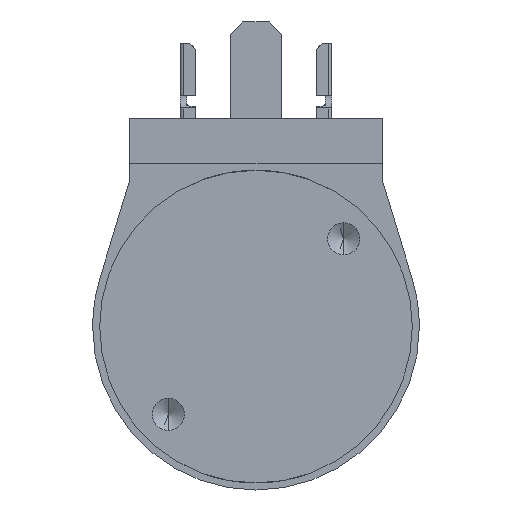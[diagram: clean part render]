
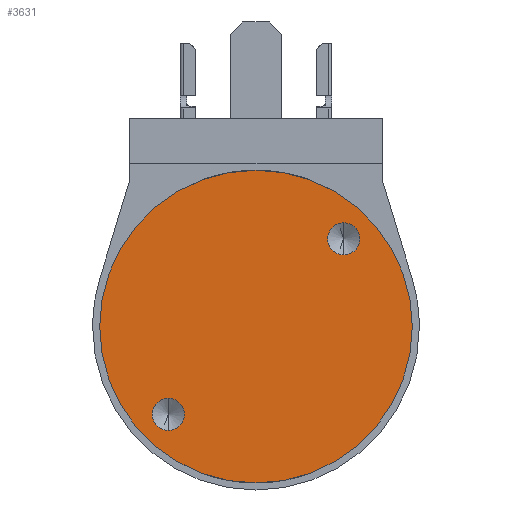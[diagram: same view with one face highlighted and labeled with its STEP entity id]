
A CAD part, front view. The second image highlights one B-rep face of the part: STEP entity #3631.
In plain terms, the highlighted planar face has unit normal (0, -1, 0).
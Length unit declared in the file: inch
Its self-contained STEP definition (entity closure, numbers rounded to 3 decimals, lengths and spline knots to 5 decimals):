
#339 = ORIENTED_EDGE ( 'NONE', *, *, #5328, .F. ) ;
#438 = CARTESIAN_POINT ( 'NONE',  ( 0.43487, 0.23, 0.35537 ) ) ;
#677 = DIRECTION ( 'NONE',  ( 0., -1., 0. ) ) ;
#984 = FACE_OUTER_BOUND ( 'NONE', #6890, .T. ) ;
#1012 = CARTESIAN_POINT ( 'NONE',  ( -0.43487, 0.23, -0.43487 ) ) ;
#1237 = VERTEX_POINT ( 'NONE', #2153 ) ;
#1381 = EDGE_LOOP ( 'NONE', ( #6017, #5457 ) ) ;
#1524 = PLANE ( 'NONE',  #3127 ) ;
#1564 = CIRCLE ( 'NONE', #2648, 0.775 ) ;
#1765 = ORIENTED_EDGE ( 'NONE', *, *, #6004, .F. ) ;
#1833 = CARTESIAN_POINT ( 'NONE',  ( 0., 0.23, 0. ) ) ;
#2016 = CIRCLE ( 'NONE', #5329, 0.0795 ) ;
#2128 = DIRECTION ( 'NONE',  ( 0., 1., 0. ) ) ;
#2153 = CARTESIAN_POINT ( 'NONE',  ( -0.43487, 0.23, -0.51437 ) ) ;
#2303 = CARTESIAN_POINT ( 'NONE',  ( -0.43487, 0.23, -0.43487 ) ) ;
#2648 = AXIS2_PLACEMENT_3D ( 'NONE', #3667, #4277, #7078 ) ;
#2711 = ORIENTED_EDGE ( 'NONE', *, *, #2967, .F. ) ;
#2712 = CARTESIAN_POINT ( 'NONE',  ( 0.775, 0.23, 0. ) ) ;
#2876 = DIRECTION ( 'NONE',  ( 0., -1., 0. ) ) ;
#2891 = CIRCLE ( 'NONE', #3628, 0.0795 ) ;
#2967 = EDGE_CURVE ( 'NONE', #1237, #4050, #4350, .T. ) ;
#3042 = CARTESIAN_POINT ( 'NONE',  ( 0.43487, 0.23, 0.51437 ) ) ;
#3127 = AXIS2_PLACEMENT_3D ( 'NONE', #6156, #2128, #3769 ) ;
#3197 = CIRCLE ( 'NONE', #6944, 0.775 ) ;
#3343 = AXIS2_PLACEMENT_3D ( 'NONE', #1012, #2876, #7391 ) ;
#3411 = EDGE_CURVE ( 'NONE', #3786, #6356, #2016, .T. ) ;
#3613 = DIRECTION ( 'NONE',  ( 0., 0., -1. ) ) ;
#3628 = AXIS2_PLACEMENT_3D ( 'NONE', #2303, #6930, #5316 ) ;
#3631 = ADVANCED_FACE ( 'NONE', ( #7324, #3734, #984 ), #1524, .F. ) ;
#3667 = CARTESIAN_POINT ( 'NONE',  ( 0., 0.23, 0. ) ) ;
#3681 = CARTESIAN_POINT ( 'NONE',  ( 0.43487, 0.23, 0.43487 ) ) ;
#3734 = FACE_BOUND ( 'NONE', #1381, .T. ) ;
#3743 = CARTESIAN_POINT ( 'NONE',  ( -0.775, 0.23, 0. ) ) ;
#3769 = DIRECTION ( 'NONE',  ( -1., 0., 0. ) ) ;
#3786 = VERTEX_POINT ( 'NONE', #438 ) ;
#4050 = VERTEX_POINT ( 'NONE', #6341 ) ;
#4108 = EDGE_CURVE ( 'NONE', #6356, #3786, #6514, .T. ) ;
#4188 = CARTESIAN_POINT ( 'NONE',  ( 0.43487, 0.23, 0.43487 ) ) ;
#4277 = DIRECTION ( 'NONE',  ( 0., 1., 0. ) ) ;
#4350 = CIRCLE ( 'NONE', #3343, 0.0795 ) ;
#4977 = VERTEX_POINT ( 'NONE', #2712 ) ;
#5316 = DIRECTION ( 'NONE',  ( 0., 0., -1. ) ) ;
#5328 = EDGE_CURVE ( 'NONE', #4050, #1237, #2891, .T. ) ;
#5329 = AXIS2_PLACEMENT_3D ( 'NONE', #3681, #5991, #7268 ) ;
#5457 = ORIENTED_EDGE ( 'NONE', *, *, #4108, .F. ) ;
#5660 = VERTEX_POINT ( 'NONE', #3743 ) ;
#5862 = DIRECTION ( 'NONE',  ( 0., 1., 0. ) ) ;
#5991 = DIRECTION ( 'NONE',  ( 0., -1., 0. ) ) ;
#6004 = EDGE_CURVE ( 'NONE', #5660, #4977, #1564, .T. ) ;
#6017 = ORIENTED_EDGE ( 'NONE', *, *, #3411, .F. ) ;
#6140 = ORIENTED_EDGE ( 'NONE', *, *, #7172, .F. ) ;
#6156 = CARTESIAN_POINT ( 'NONE',  ( 0., 0.23, 0. ) ) ;
#6341 = CARTESIAN_POINT ( 'NONE',  ( -0.43487, 0.23, -0.35537 ) ) ;
#6356 = VERTEX_POINT ( 'NONE', #3042 ) ;
#6514 = CIRCLE ( 'NONE', #7125, 0.0795 ) ;
#6609 = EDGE_LOOP ( 'NONE', ( #2711, #339 ) ) ;
#6890 = EDGE_LOOP ( 'NONE', ( #6140, #1765 ) ) ;
#6930 = DIRECTION ( 'NONE',  ( 0., -1., 0. ) ) ;
#6944 = AXIS2_PLACEMENT_3D ( 'NONE', #1833, #5862, #7036 ) ;
#7036 = DIRECTION ( 'NONE',  ( -1., 0., 0. ) ) ;
#7078 = DIRECTION ( 'NONE',  ( -1., 0., 0. ) ) ;
#7125 = AXIS2_PLACEMENT_3D ( 'NONE', #4188, #677, #3613 ) ;
#7172 = EDGE_CURVE ( 'NONE', #4977, #5660, #3197, .T. ) ;
#7268 = DIRECTION ( 'NONE',  ( 0., 0., -1. ) ) ;
#7324 = FACE_BOUND ( 'NONE', #6609, .T. ) ;
#7391 = DIRECTION ( 'NONE',  ( 0., 0., -1. ) ) ;
